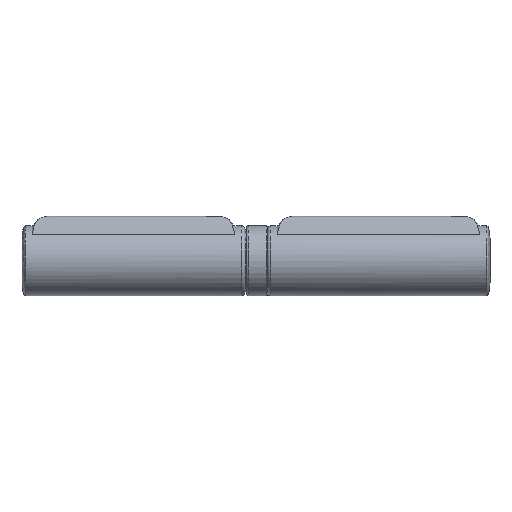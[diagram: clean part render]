
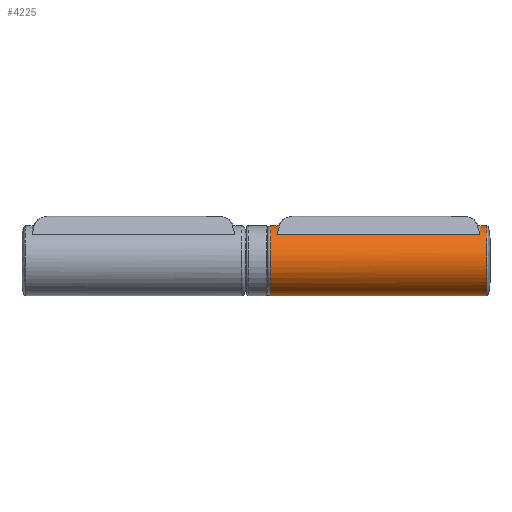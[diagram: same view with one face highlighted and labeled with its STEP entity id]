
A CAD part, left-side view. The second image highlights one B-rep face of the part: STEP entity #4225.
In plain terms, the highlighted cylindrical face has radius 11 mm (diameter 22 mm), a full revolution.
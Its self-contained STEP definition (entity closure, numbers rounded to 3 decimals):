
#148 = CARTESIAN_POINT ( 'NONE',  ( 0., -34.25, 11. ) ) ;
#216 = EDGE_CURVE ( 'NONE', #4828, #9799, #1099, .T. ) ;
#299 = CARTESIAN_POINT ( 'NONE',  ( 0., -34.25, 11. ) ) ;
#449 = CARTESIAN_POINT ( 'NONE',  ( -5.54, -34.25, 9.612 ) ) ;
#896 = AXIS2_PLACEMENT_3D ( 'NONE', #7264, #3790, #10560 ) ;
#975 = CARTESIAN_POINT ( 'NONE',  ( 7.293, 32.066, 8.235 ) ) ;
#1070 = CARTESIAN_POINT ( 'NONE',  ( 0., 32.066, 0. ) ) ;
#1099 = CIRCLE ( 'NONE', #2563, 11. ) ;
#1265 = CARTESIAN_POINT ( 'NONE',  ( 0., -34.25, 11. ) ) ;
#1296 = CARTESIAN_POINT ( 'NONE',  ( -1.44, -34.25, 11. ) ) ;
#1322 = DIRECTION ( 'NONE',  ( 0., -1., 0. ) ) ;
#1371 = CARTESIAN_POINT ( 'NONE',  ( -8.796, -34.25, -6.76 ) ) ;
#1374 = EDGE_CURVE ( 'NONE', #2148, #2148, #10011, .T. ) ;
#1412 = CARTESIAN_POINT ( 'NONE',  ( -10.714, -34.25, 2.879 ) ) ;
#1489 = VECTOR ( 'NONE', #4937, 1000. ) ;
#1598 = EDGE_LOOP ( 'NONE', ( #6038 ) ) ;
#1735 = ORIENTED_EDGE ( 'NONE', *, *, #216, .T. ) ;
#1758 = DIRECTION ( 'NONE',  ( 0., 0., 1. ) ) ;
#1770 = ORIENTED_EDGE ( 'NONE', *, *, #6058, .F. ) ;
#1779 = CIRCLE ( 'NONE', #896, 11. ) ;
#1838 = CARTESIAN_POINT ( 'NONE',  ( 6.76, -34.25, 8.796 ) ) ;
#1923 = FACE_OUTER_BOUND ( 'NONE', #1598, .T. ) ;
#2049 = CARTESIAN_POINT ( 'NONE',  ( 0., 34.25, 11. ) ) ;
#2148 = VERTEX_POINT ( 'NONE', #2049 ) ;
#2241 = CARTESIAN_POINT ( 'NONE',  ( -8.796, -34.25, 6.76 ) ) ;
#2262 = EDGE_CURVE ( 'NONE', #2804, #2804, #6433, .T. ) ;
#2352 = CARTESIAN_POINT ( 'NONE',  ( 7.293, -32.066, 8.235 ) ) ;
#2521 = LINE ( 'NONE', #4534, #8388 ) ;
#2563 = AXIS2_PLACEMENT_3D ( 'NONE', #1070, #9547, #4433 ) ;
#2667 = CARTESIAN_POINT ( 'NONE',  ( 9.612, -34.25, 5.54 ) ) ;
#2804 = VERTEX_POINT ( 'NONE', #299 ) ;
#3097 = CARTESIAN_POINT ( 'NONE',  ( 10.714, -34.25, 2.879 ) ) ;
#3407 = CARTESIAN_POINT ( 'NONE',  ( 0., 35.25, 0. ) ) ;
#3476 = CARTESIAN_POINT ( 'NONE',  ( 1.44, -34.25, 11. ) ) ;
#3554 = VERTEX_POINT ( 'NONE', #2352 ) ;
#3683 = ORIENTED_EDGE ( 'NONE', *, *, #7538, .T. ) ;
#3790 = DIRECTION ( 'NONE',  ( 0., -1., 0. ) ) ;
#3885 = CARTESIAN_POINT ( 'NONE',  ( -10.714, -34.25, -2.879 ) ) ;
#3923 = CARTESIAN_POINT ( 'NONE',  ( 10.714, -34.25, -2.879 ) ) ;
#3998 = CARTESIAN_POINT ( 'NONE',  ( -7.293, 35.25, 8.235 ) ) ;
#4131 = DIRECTION ( 'NONE',  ( 0., 0., -1. ) ) ;
#4225 = ADVANCED_FACE ( 'NONE', ( #1923, #10006, #9730 ), #4646, .T. ) ;
#4401 = CARTESIAN_POINT ( 'NONE',  ( -7.293, 32.066, 8.235 ) ) ;
#4433 = DIRECTION ( 'NONE',  ( 0., 0., 1. ) ) ;
#4534 = CARTESIAN_POINT ( 'NONE',  ( 7.293, 35.25, 8.235 ) ) ;
#4644 = CARTESIAN_POINT ( 'NONE',  ( 11., -34.25, 1.44 ) ) ;
#4646 = CYLINDRICAL_SURFACE ( 'NONE', #8675, 11. ) ;
#4714 = CARTESIAN_POINT ( 'NONE',  ( -5.54, -34.25, -9.612 ) ) ;
#4828 = VERTEX_POINT ( 'NONE', #4401 ) ;
#4937 = DIRECTION ( 'NONE',  ( 0., -1., 0. ) ) ;
#5473 = CARTESIAN_POINT ( 'NONE',  ( 5.54, -34.25, -9.612 ) ) ;
#5549 = CARTESIAN_POINT ( 'NONE',  ( 9.612, -34.25, -5.54 ) ) ;
#5589 = CARTESIAN_POINT ( 'NONE',  ( -9.612, -34.25, 5.54 ) ) ;
#5762 = EDGE_CURVE ( 'NONE', #3554, #9708, #1779, .T. ) ;
#5853 = DIRECTION ( 'NONE',  ( 0., -1., 0. ) ) ;
#6033 = CARTESIAN_POINT ( 'NONE',  ( 5.54, -34.25, 9.612 ) ) ;
#6038 = ORIENTED_EDGE ( 'NONE', *, *, #1374, .T. ) ;
#6058 = EDGE_CURVE ( 'NONE', #4828, #9708, #9428, .T. ) ;
#6303 = CARTESIAN_POINT ( 'NONE',  ( -2.879, -34.25, 10.714 ) ) ;
#6340 = CARTESIAN_POINT ( 'NONE',  ( -2.879, -34.25, -10.714 ) ) ;
#6386 = CARTESIAN_POINT ( 'NONE',  ( -6.76, -34.25, 8.796 ) ) ;
#6418 = CARTESIAN_POINT ( 'NONE',  ( 2.879, -34.25, -10.714 ) ) ;
#6433 = B_SPLINE_CURVE_WITH_KNOTS ( 'NONE', 3,
 ( #148, #3476, #10272, #6033, #1838, #7764, #2667, #3097, #4644, #8182, #3923, #5549, #9834, #8974, #5473, #6418, #10656, #8059, #6340, #4714, #10687, #1371, #10616, #3885, #6454, #8105, #1412, #5589, #2241, #6386, #449, #6303, #1296, #1265 ),
 .UNSPECIFIED., .T., .F.,
 ( 4, 2, 2, 2, 2, 2, 2, 2, 2, 2, 2, 2, 2, 2, 2, 2, 4 ),
 ( 0., 0.063, 0.125, 0.187, 0.25, 0.313, 0.375, 0.438, 0.5, 0.563, 0.625, 0.688, 0.75, 0.813, 0.875, 0.938, 1. ),
 .UNSPECIFIED. ) ;
#6454 = CARTESIAN_POINT ( 'NONE',  ( -11., -34.25, -1.44 ) ) ;
#6810 = CARTESIAN_POINT ( 'NONE',  ( 0., 34.25, 0. ) ) ;
#7104 = AXIS2_PLACEMENT_3D ( 'NONE', #6810, #7680, #1758 ) ;
#7264 = CARTESIAN_POINT ( 'NONE',  ( 0., -32.066, 0. ) ) ;
#7538 = EDGE_CURVE ( 'NONE', #9799, #3554, #2521, .T. ) ;
#7680 = DIRECTION ( 'NONE',  ( 0., -1., 0. ) ) ;
#7764 = CARTESIAN_POINT ( 'NONE',  ( 8.796, -34.25, 6.76 ) ) ;
#7914 = EDGE_LOOP ( 'NONE', ( #3683, #9815, #1770, #1735 ) ) ;
#8059 = CARTESIAN_POINT ( 'NONE',  ( -1.44, -34.25, -11. ) ) ;
#8105 = CARTESIAN_POINT ( 'NONE',  ( -11., -34.25, 1.44 ) ) ;
#8182 = CARTESIAN_POINT ( 'NONE',  ( 11., -34.25, -1.44 ) ) ;
#8388 = VECTOR ( 'NONE', #1322, 1000. ) ;
#8461 = EDGE_LOOP ( 'NONE', ( #10747 ) ) ;
#8675 = AXIS2_PLACEMENT_3D ( 'NONE', #3407, #5853, #4131 ) ;
#8974 = CARTESIAN_POINT ( 'NONE',  ( 6.76, -34.25, -8.796 ) ) ;
#9428 = LINE ( 'NONE', #3998, #1489 ) ;
#9547 = DIRECTION ( 'NONE',  ( 0., 1., 0. ) ) ;
#9708 = VERTEX_POINT ( 'NONE', #10951 ) ;
#9730 = FACE_BOUND ( 'NONE', #7914, .T. ) ;
#9799 = VERTEX_POINT ( 'NONE', #975 ) ;
#9815 = ORIENTED_EDGE ( 'NONE', *, *, #5762, .T. ) ;
#9834 = CARTESIAN_POINT ( 'NONE',  ( 8.796, -34.25, -6.76 ) ) ;
#10006 = FACE_OUTER_BOUND ( 'NONE', #8461, .T. ) ;
#10011 = CIRCLE ( 'NONE', #7104, 11. ) ;
#10272 = CARTESIAN_POINT ( 'NONE',  ( 2.879, -34.25, 10.714 ) ) ;
#10560 = DIRECTION ( 'NONE',  ( 0., 0., 1. ) ) ;
#10616 = CARTESIAN_POINT ( 'NONE',  ( -9.612, -34.25, -5.54 ) ) ;
#10656 = CARTESIAN_POINT ( 'NONE',  ( 1.44, -34.25, -11. ) ) ;
#10687 = CARTESIAN_POINT ( 'NONE',  ( -6.76, -34.25, -8.796 ) ) ;
#10747 = ORIENTED_EDGE ( 'NONE', *, *, #2262, .T. ) ;
#10951 = CARTESIAN_POINT ( 'NONE',  ( -7.293, -32.066, 8.235 ) ) ;
